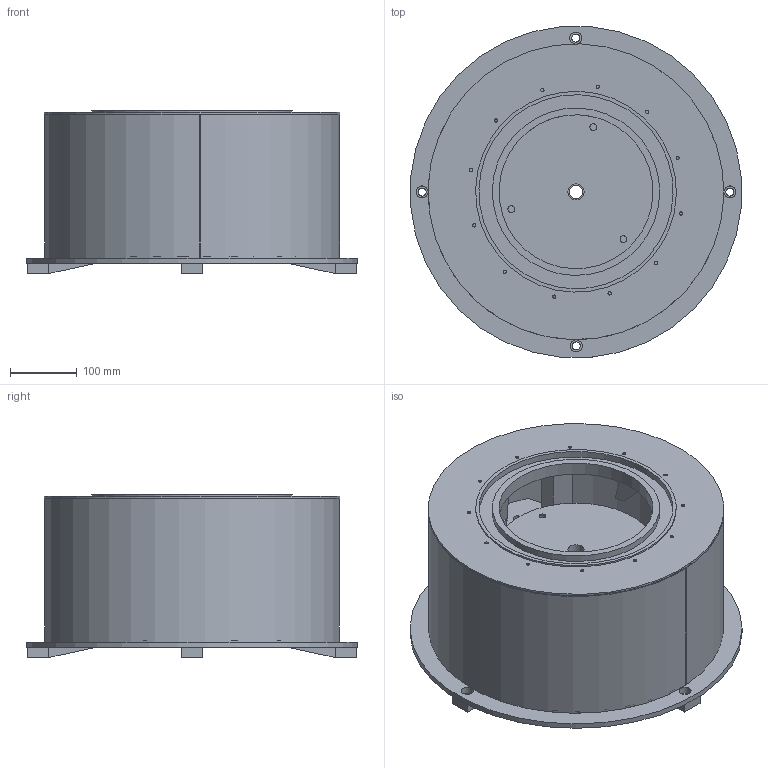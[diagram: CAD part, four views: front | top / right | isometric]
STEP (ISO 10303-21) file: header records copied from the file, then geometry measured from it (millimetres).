
FILE_DESCRIPTION(/* description */ (''),/* implementation_level */ '2;1');
FILE_NAME(/* name */ 'BDU-400.stp',/* time_stamp */ '2022-01-19T11:25:30+00:00',/* author */ ('RWilson'),/* organization */ (''),/* preprocessor_version */ 'ST-DEVELOPER v18.1',/* originating_system */ 'Autodesk Inventor 2021',/* authorisation */ '');
FILE_SCHEMA (('AUTOMOTIVE_DESIGN { 1 0 10303 214 3 1 1 }'));
Length unit declared in the file: millimetre
Products named in the file (5): Asm3.stp; SPRING MEDIAL HOLDING PLATE.stp; TOP PLATE.stp; BASE PLATE-P1.stp; VBF COVER.stp
Assembly tree (4 placements, depth 2):
  Asm3.stp
    SPRING MEDIAL HOLDING PLATE.stp
    TOP PLATE.stp
    BASE PLATE-P1.stp
    VBF COVER.stp
Bounding box: 494.15 x 494.15 x 243.5 mm (x, y, z)
Volume: 15719050.7 mm3; surface area: 1898235.4 mm2
Topology: 11 solids, 11 shells, 392 faces, 1070 edges, 739 vertices
Faces by surface type: plane 258, cylinder 128, torus 6
Full cylindrical faces by diameter (mm): 4.917 x34, 6.647 x12, 10 x3, 10.106 x6, 12 x7, 18 x4, 20 x1, 22 x3, 24 x1, 40 x3, 48 x3, 60 x3, 230 x1, 240 x1, 250 x2, 290 x1, 300 x1, 430 x2, 437 x1, 442 x1, 496 x1
Entity records: 13018 total; most frequent: DIRECTION 2266, CARTESIAN_POINT 2210, ORIENTED_EDGE 2140, EDGE_CURVE 1070, AXIS2_PLACEMENT_3D 795, VERTEX_POINT 739, LINE 676, VECTOR 676
